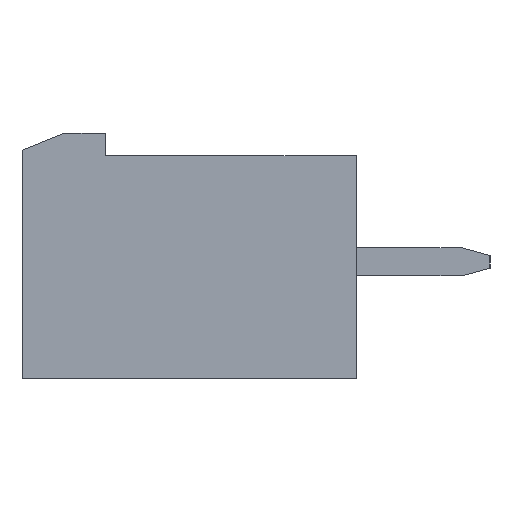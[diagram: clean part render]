
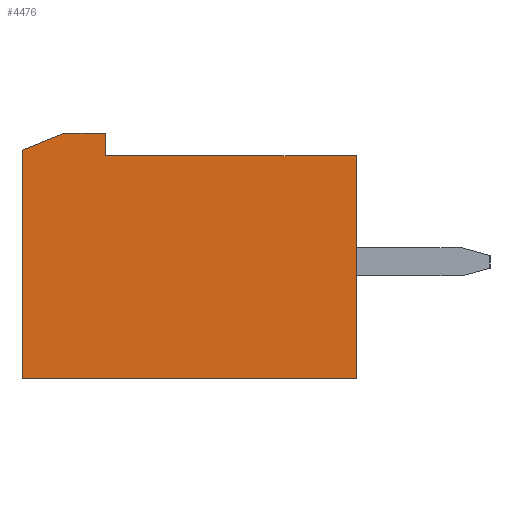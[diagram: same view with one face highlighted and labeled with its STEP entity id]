
A CAD part, left-side view. The second image highlights one B-rep face of the part: STEP entity #4476.
In plain terms, the highlighted planar face has unit normal (-1, 0, 0).
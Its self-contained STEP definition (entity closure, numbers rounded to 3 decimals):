
#107 = VECTOR ( 'NONE', #12491, 1000. ) ;
#250 = VECTOR ( 'NONE', #14433, 1000. ) ;
#681 = CARTESIAN_POINT ( 'NONE',  ( -0.5, 10.5, 0.8 ) ) ;
#721 = FACE_OUTER_BOUND ( 'NONE', #12645, .T. ) ;
#832 = CARTESIAN_POINT ( 'NONE',  ( -0.5, 9.01, 0. ) ) ;
#1248 = VECTOR ( 'NONE', #11275, 1000. ) ;
#1400 = CARTESIAN_POINT ( 'NONE',  ( -0.5, 0., -8. ) ) ;
#1945 = CARTESIAN_POINT ( 'NONE',  ( -0.5, 9.01, 0.8 ) ) ;
#2028 = CARTESIAN_POINT ( 'NONE',  ( -0.5, 12., -8. ) ) ;
#2095 = CARTESIAN_POINT ( 'NONE',  ( -0.5, 10.5, 0.8 ) ) ;
#2142 = EDGE_CURVE ( 'NONE', #5625, #8571, #6172, .T. ) ;
#2174 = PLANE ( 'NONE',  #4435 ) ;
#3072 = EDGE_CURVE ( 'NONE', #3907, #9463, #12391, .T. ) ;
#3165 = EDGE_CURVE ( 'NONE', #9463, #5870, #13977, .T. ) ;
#3232 = CARTESIAN_POINT ( 'NONE',  ( -0.5, 12., -6.5 ) ) ;
#3291 = DIRECTION ( 'NONE',  ( -1., 0., 0. ) ) ;
#3466 = CARTESIAN_POINT ( 'NONE',  ( -0.5, 0., 0. ) ) ;
#3907 = VERTEX_POINT ( 'NONE', #11440 ) ;
#4216 = VECTOR ( 'NONE', #9433, 1000. ) ;
#4271 = DIRECTION ( 'NONE',  ( 0., 0., 1. ) ) ;
#4435 = AXIS2_PLACEMENT_3D ( 'NONE', #9049, #3291, #11328 ) ;
#4476 = ADVANCED_FACE ( 'NONE', ( #721 ), #2174, .T. ) ;
#4642 = LINE ( 'NONE', #3232, #1248 ) ;
#5177 = VECTOR ( 'NONE', #4271, 1000. ) ;
#5603 = EDGE_CURVE ( 'NONE', #9311, #3907, #11658, .T. ) ;
#5625 = VERTEX_POINT ( 'NONE', #2028 ) ;
#5797 = DIRECTION ( 'NONE',  ( 0., 1., 0. ) ) ;
#5870 = VERTEX_POINT ( 'NONE', #13992 ) ;
#6172 = LINE ( 'NONE', #7847, #107 ) ;
#7453 = ORIENTED_EDGE ( 'NONE', *, *, #13842, .T. ) ;
#7847 = CARTESIAN_POINT ( 'NONE',  ( -0.5, 12., -8. ) ) ;
#7953 = EDGE_CURVE ( 'NONE', #12652, #9311, #8014, .T. ) ;
#8014 = LINE ( 'NONE', #9226, #14358 ) ;
#8234 = ORIENTED_EDGE ( 'NONE', *, *, #2142, .T. ) ;
#8571 = VERTEX_POINT ( 'NONE', #10397 ) ;
#8653 = EDGE_CURVE ( 'NONE', #8571, #12652, #12996, .T. ) ;
#8679 = ORIENTED_EDGE ( 'NONE', *, *, #8653, .T. ) ;
#9049 = CARTESIAN_POINT ( 'NONE',  ( -0.5, 0., 0. ) ) ;
#9126 = ORIENTED_EDGE ( 'NONE', *, *, #7953, .T. ) ;
#9226 = CARTESIAN_POINT ( 'NONE',  ( -0.5, 0., 0. ) ) ;
#9311 = VERTEX_POINT ( 'NONE', #10649 ) ;
#9433 = DIRECTION ( 'NONE',  ( 0., 0., 1. ) ) ;
#9463 = VERTEX_POINT ( 'NONE', #681 ) ;
#9755 = ORIENTED_EDGE ( 'NONE', *, *, #5603, .T. ) ;
#10194 = ORIENTED_EDGE ( 'NONE', *, *, #3072, .T. ) ;
#10397 = CARTESIAN_POINT ( 'NONE',  ( -0.5, 0., -8. ) ) ;
#10649 = CARTESIAN_POINT ( 'NONE',  ( -0.5, 9.01, 0. ) ) ;
#10879 = ORIENTED_EDGE ( 'NONE', *, *, #3165, .T. ) ;
#11260 = DIRECTION ( 'NONE',  ( 0., 0.928, -0.371 ) ) ;
#11275 = DIRECTION ( 'NONE',  ( 0., 0., -1. ) ) ;
#11328 = DIRECTION ( 'NONE',  ( 0., 0., 1. ) ) ;
#11440 = CARTESIAN_POINT ( 'NONE',  ( -0.5, 9.01, 0.8 ) ) ;
#11658 = LINE ( 'NONE', #832, #5177 ) ;
#12391 = LINE ( 'NONE', #1945, #250 ) ;
#12491 = DIRECTION ( 'NONE',  ( 0., -1., 0. ) ) ;
#12645 = EDGE_LOOP ( 'NONE', ( #7453, #8234, #8679, #9126, #9755, #10194, #10879 ) ) ;
#12652 = VERTEX_POINT ( 'NONE', #3466 ) ;
#12761 = VECTOR ( 'NONE', #11260, 1000. ) ;
#12996 = LINE ( 'NONE', #1400, #4216 ) ;
#13842 = EDGE_CURVE ( 'NONE', #5870, #5625, #4642, .T. ) ;
#13977 = LINE ( 'NONE', #2095, #12761 ) ;
#13992 = CARTESIAN_POINT ( 'NONE',  ( -0.5, 12., 0.2 ) ) ;
#14358 = VECTOR ( 'NONE', #5797, 1000. ) ;
#14433 = DIRECTION ( 'NONE',  ( 0., 1., 0. ) ) ;
